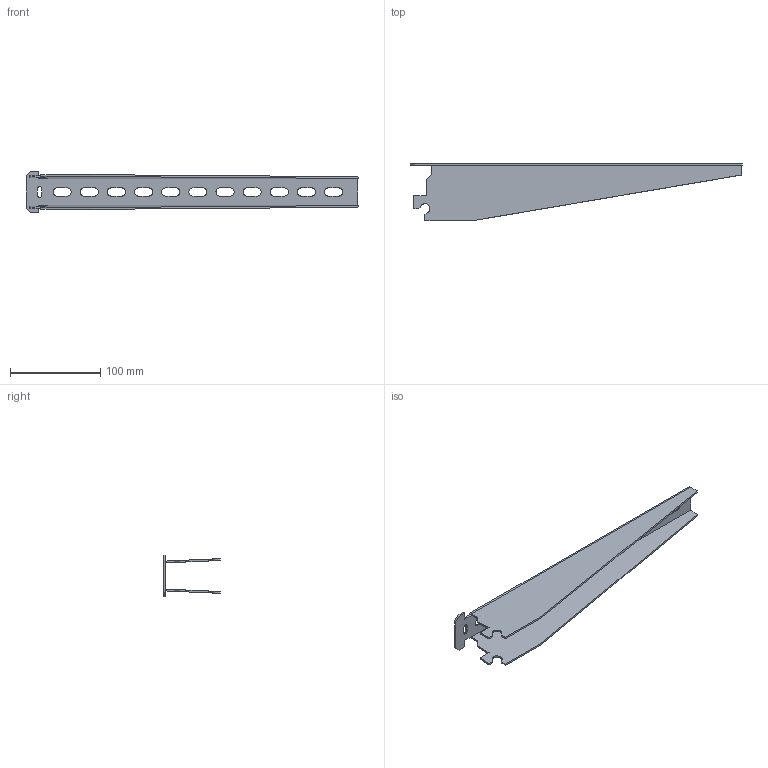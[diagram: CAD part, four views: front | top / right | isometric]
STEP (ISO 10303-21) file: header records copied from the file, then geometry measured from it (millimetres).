
FILE_DESCRIPTION (( 'STEP AP203' ), '1' );
FILE_NAME ('CLW10-GEM-PK-350-UT15 Ïîëêà êàáåëüíàÿ Ê1162 ÓÒ1,5.STEP', '2016-02-25T06:58:40', ( '' ), ( '' ), 'SwSTEP 2.0', 'SolidWorks 2014', '' );
FILE_SCHEMA (( 'CONFIG_CONTROL_DESIGN' ));
Length unit declared in the file: millimetre
Products named in the file (1): CLW10-GEM-PK-350-UT15 Ïîëêà êàáåëüíàÿ Ê1162 ÓÒ1,5
Bounding box: 367 x 62.94 x 46 mm (x, y, z)
Volume: 76413.6 mm3; surface area: 79739.5 mm2
Topology: 1 solids, 1 shells, 98 faces, 278 edges, 182 vertices
Faces by surface type: plane 72, cylinder 26
Entity records: 3279 total; most frequent: CARTESIAN_POINT 559, ORIENTED_EDGE 556, DIRECTION 528, EDGE_CURVE 278, VECTOR 226, LINE 226, VERTEX_POINT 182, AXIS2_PLACEMENT_3D 151
